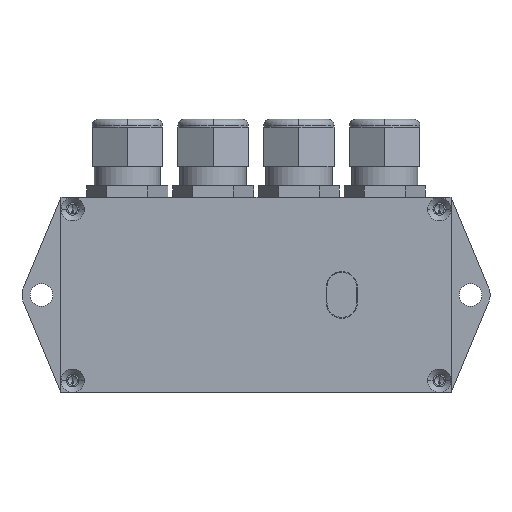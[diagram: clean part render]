
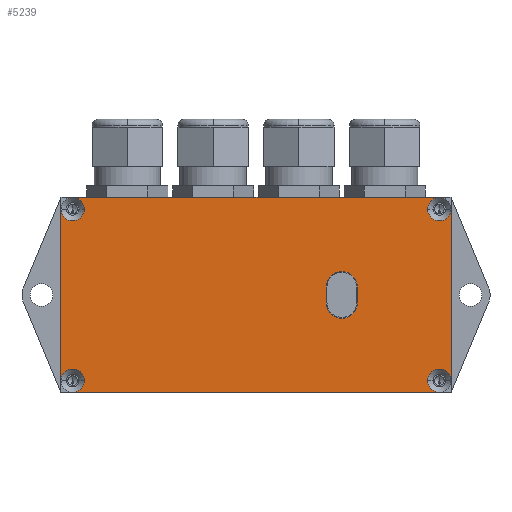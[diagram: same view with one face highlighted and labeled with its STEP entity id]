
A CAD part, top view. The second image highlights one B-rep face of the part: STEP entity #5239.
In plain terms, the highlighted planar face has unit normal (0, 0, 1).
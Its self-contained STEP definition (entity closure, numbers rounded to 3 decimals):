
#3528=CARTESIAN_POINT('',(-50.0,-22.0,0.));
#3529=VERTEX_POINT('',#3528);
#3536=CARTESIAN_POINT('',(-47.0,-25.0,0.));
#3537=VERTEX_POINT('',#3536);
#3545=CARTESIAN_POINT('',(-44.0,-22.0,0.));
#3546=VERTEX_POINT('',#3545);
#3547=CARTESIAN_POINT('',(-47.0,-22.0,0.));
#3548=DIRECTION('',(0.0,0.0,1.0));
#3549=DIRECTION('',(-1.0,0.0,0.0));
#3550=AXIS2_PLACEMENT_3D('',#3547,#3548,#3549);
#3551=CIRCLE('',#3550,3.);
#3552=EDGE_CURVE('',#3537,#3546,#3551,.T.);
#3617=CARTESIAN_POINT('',(-50.0,22.,0.));
#3618=VERTEX_POINT('',#3617);
#3625=CARTESIAN_POINT('',(-44.0,22.,0.));
#3626=VERTEX_POINT('',#3625);
#3627=CARTESIAN_POINT('',(-47.0,22.,0.));
#3628=DIRECTION('',(0.0,0.0,1.0));
#3629=DIRECTION('',(-1.0,0.0,0.0));
#3630=AXIS2_PLACEMENT_3D('',#3627,#3628,#3629);
#3631=CIRCLE('',#3630,3.);
#3632=EDGE_CURVE('',#3618,#3626,#3631,.T.);
#3697=CARTESIAN_POINT('',(44.0,22.,0.));
#3698=VERTEX_POINT('',#3697);
#3705=CARTESIAN_POINT('',(50.0,22.,0.));
#3706=VERTEX_POINT('',#3705);
#3707=CARTESIAN_POINT('',(47.0,22.,0.));
#3708=DIRECTION('',(0.0,0.0,1.0));
#3709=DIRECTION('',(-1.0,0.0,0.0));
#3710=AXIS2_PLACEMENT_3D('',#3707,#3708,#3709);
#3711=CIRCLE('',#3710,3.);
#3712=EDGE_CURVE('',#3698,#3706,#3711,.T.);
#3777=CARTESIAN_POINT('',(44.0,-22.0,0.));
#3778=VERTEX_POINT('',#3777);
#3785=CARTESIAN_POINT('',(47.0,-25.0,0.));
#3786=VERTEX_POINT('',#3785);
#3787=CARTESIAN_POINT('',(47.0,-22.0,0.));
#3788=DIRECTION('',(0.0,0.0,1.0));
#3789=DIRECTION('',(-1.0,0.0,0.0));
#3790=AXIS2_PLACEMENT_3D('',#3787,#3788,#3789);
#3791=CIRCLE('',#3790,3.);
#3792=EDGE_CURVE('',#3778,#3786,#3791,.T.);
#3794=CARTESIAN_POINT('',(50.0,-22.0,0.));
#3795=VERTEX_POINT('',#3794);
#4628=CARTESIAN_POINT('',(26.0,2.,0.));
#4629=VERTEX_POINT('',#4628);
#4636=CARTESIAN_POINT('',(18.0,2.,0.));
#4637=VERTEX_POINT('',#4636);
#4638=CARTESIAN_POINT('',(22.0,2.,0.));
#4639=DIRECTION('',(0.0,0.0,-1.0));
#4640=DIRECTION('',(1.0,0.0,0.0));
#4641=AXIS2_PLACEMENT_3D('',#4638,#4639,#4640);
#4642=CIRCLE('',#4641,4.0);
#4643=EDGE_CURVE('',#4637,#4629,#4642,.T.);
#4668=CARTESIAN_POINT('',(18.0,-2.,0.));
#4669=VERTEX_POINT('',#4668);
#4670=CARTESIAN_POINT('',(18.0,-2.,0.));
#4671=DIRECTION('',(0.0,1.0,0.0));
#4672=VECTOR('',#4671,4.0);
#4673=LINE('',#4670,#4672);
#4674=EDGE_CURVE('',#4669,#4637,#4673,.T.);
#4700=CARTESIAN_POINT('',(26.0,-2.,0.));
#4701=VERTEX_POINT('',#4700);
#4702=CARTESIAN_POINT('',(22.0,-2.,0.));
#4703=DIRECTION('',(0.0,0.0,-1.0));
#4704=DIRECTION('',(1.0,0.0,0.0));
#4705=AXIS2_PLACEMENT_3D('',#4702,#4703,#4704);
#4706=CIRCLE('',#4705,4.);
#4707=EDGE_CURVE('',#4701,#4669,#4706,.T.);
#4730=CARTESIAN_POINT('',(26.0,2.,0.));
#4731=DIRECTION('',(0.0,-1.0,0.0));
#4732=VECTOR('',#4731,4.0);
#4733=LINE('',#4730,#4732);
#4734=EDGE_CURVE('',#4629,#4701,#4733,.T.);
#5139=CARTESIAN_POINT('',(47.0,-22.0,0.));
#5140=DIRECTION('',(0.0,0.0,1.0));
#5141=DIRECTION('',(-1.0,0.0,0.0));
#5142=AXIS2_PLACEMENT_3D('',#5139,#5140,#5141);
#5143=CIRCLE('',#5142,3.);
#5144=EDGE_CURVE('',#3795,#3778,#5143,.T.);
#5172=CARTESIAN_POINT('',(0.0,0.0,0.));
#5173=DIRECTION('',(0.0,0.0,1.0));
#5174=DIRECTION('',(1.0,0.0,0.0));
#5175=AXIS2_PLACEMENT_3D('',#5172,#5173,#5174);
#5176=PLANE('',#5175);
#5177=ORIENTED_EDGE('',*,*,#5144,.F.);
#5178=CARTESIAN_POINT('',(50.0,22.,0.));
#5179=DIRECTION('',(0.0,-1.0,0.0));
#5180=VECTOR('',#5179,44.);
#5181=LINE('',#5178,#5180);
#5182=EDGE_CURVE('',#3706,#3795,#5181,.T.);
#5183=ORIENTED_EDGE('',*,*,#5182,.F.);
#5184=ORIENTED_EDGE('',*,*,#3712,.F.);
#5185=CARTESIAN_POINT('',(47.0,25.,0.));
#5186=VERTEX_POINT('',#5185);
#5187=CARTESIAN_POINT('',(47.0,22.,0.));
#5188=DIRECTION('',(0.0,0.0,1.0));
#5189=DIRECTION('',(-1.0,0.0,0.0));
#5190=AXIS2_PLACEMENT_3D('',#5187,#5188,#5189);
#5191=CIRCLE('',#5190,3.);
#5192=EDGE_CURVE('',#5186,#3698,#5191,.T.);
#5193=ORIENTED_EDGE('',*,*,#5192,.F.);
#5194=CARTESIAN_POINT('',(-47.0,25.,0.));
#5195=VERTEX_POINT('',#5194);
#5196=CARTESIAN_POINT('',(-47.0,25.,0.));
#5197=DIRECTION('',(1.0,0.0,0.0));
#5198=VECTOR('',#5197,94.0);
#5199=LINE('',#5196,#5198);
#5200=EDGE_CURVE('',#5195,#5186,#5199,.T.);
#5201=ORIENTED_EDGE('',*,*,#5200,.F.);
#5202=CARTESIAN_POINT('',(-47.0,22.,0.));
#5203=DIRECTION('',(0.0,0.0,1.0));
#5204=DIRECTION('',(-1.0,0.0,0.0));
#5205=AXIS2_PLACEMENT_3D('',#5202,#5203,#5204);
#5206=CIRCLE('',#5205,3.);
#5207=EDGE_CURVE('',#3626,#5195,#5206,.T.);
#5208=ORIENTED_EDGE('',*,*,#5207,.F.);
#5209=ORIENTED_EDGE('',*,*,#3632,.F.);
#5210=CARTESIAN_POINT('',(-50.0,-22.0,0.));
#5211=DIRECTION('',(0.0,1.0,0.0));
#5212=VECTOR('',#5211,44.0);
#5213=LINE('',#5210,#5212);
#5214=EDGE_CURVE('',#3529,#3618,#5213,.T.);
#5215=ORIENTED_EDGE('',*,*,#5214,.F.);
#5216=CARTESIAN_POINT('',(-47.0,-22.0,0.));
#5217=DIRECTION('',(0.0,0.0,1.0));
#5218=DIRECTION('',(-1.0,0.0,0.0));
#5219=AXIS2_PLACEMENT_3D('',#5216,#5217,#5218);
#5220=CIRCLE('',#5219,3.);
#5221=EDGE_CURVE('',#3546,#3529,#5220,.T.);
#5222=ORIENTED_EDGE('',*,*,#5221,.F.);
#5223=ORIENTED_EDGE('',*,*,#3552,.F.);
#5224=CARTESIAN_POINT('',(47.0,-25.0,0.));
#5225=DIRECTION('',(-1.0,0.0,0.0));
#5226=VECTOR('',#5225,94.0);
#5227=LINE('',#5224,#5226);
#5228=EDGE_CURVE('',#3786,#3537,#5227,.T.);
#5229=ORIENTED_EDGE('',*,*,#5228,.F.);
#5230=ORIENTED_EDGE('',*,*,#3792,.F.);
#5231=EDGE_LOOP('',(#5177,#5183,#5184,#5193,#5201,#5208,#5209,#5215,#5222,#5223,#5229,#5230));
#5232=FACE_OUTER_BOUND('',#5231,.T.);
#5233=ORIENTED_EDGE('',*,*,#4643,.T.);
#5234=ORIENTED_EDGE('',*,*,#4734,.T.);
#5235=ORIENTED_EDGE('',*,*,#4707,.T.);
#5236=ORIENTED_EDGE('',*,*,#4674,.T.);
#5237=EDGE_LOOP('',(#5233,#5234,#5235,#5236));
#5238=FACE_BOUND('',#5237,.T.);
#5239=ADVANCED_FACE('',(#5232,#5238),#5176,.T.);
